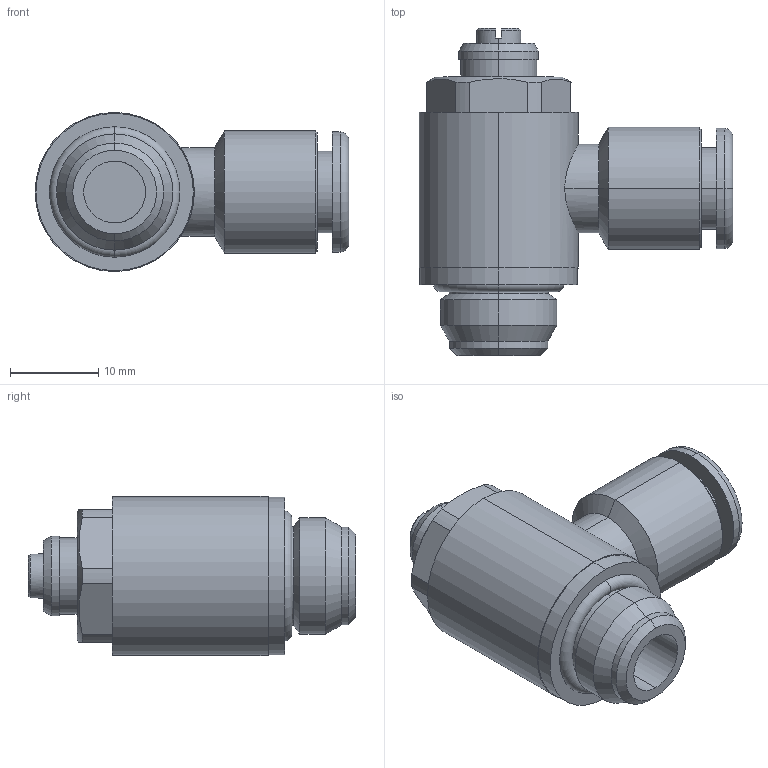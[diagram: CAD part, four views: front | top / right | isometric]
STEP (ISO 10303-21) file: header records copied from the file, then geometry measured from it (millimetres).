
FILE_DESCRIPTION(('HOOPS Exchange Step'),'2;1');
FILE_NAME('export-994FDE4A-E6B2-4FB0-A598-2DD3C06DCF39.stp','2021-04-17T13:52:21+02:00',('Engineering'),('Alibre'),'HOOPS Exchange 2020.1','Alibre','Unknown authorisation');
FILE_SCHEMA( ('AP242_MANAGED_MODEL_BASED_3D_ENGINEERING_MIM_LF {1 0 10303 442 1 1 4 }') );
Length unit declared in the file: millimetre
Products named in the file (1): 3751 9001006C Ø8x14 Cilinder MRF O Brass flow regulator M
Bounding box: 35.5 x 37 x 18 mm (x, y, z)
Volume: 6891.3 mm3; surface area: 4414.1 mm2
Topology: 1 solids, 1 shells, 79 faces, 178 edges, 110 vertices
Faces by surface type: cylinder 35, plane 24, cone 16, torus 4
Entity records: 2460 total; most frequent: CARTESIAN_POINT 599, DIRECTION 414, ORIENTED_EDGE 356, EDGE_CURVE 178, AXIS2_PLACEMENT_3D 171, VERTEX_POINT 110, CIRCLE 90, EDGE_LOOP 90
